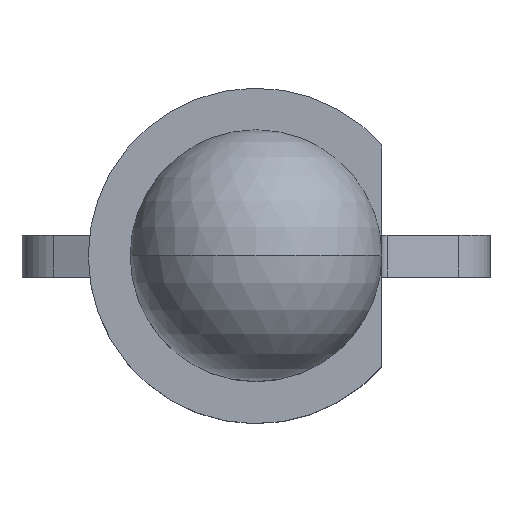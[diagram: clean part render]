
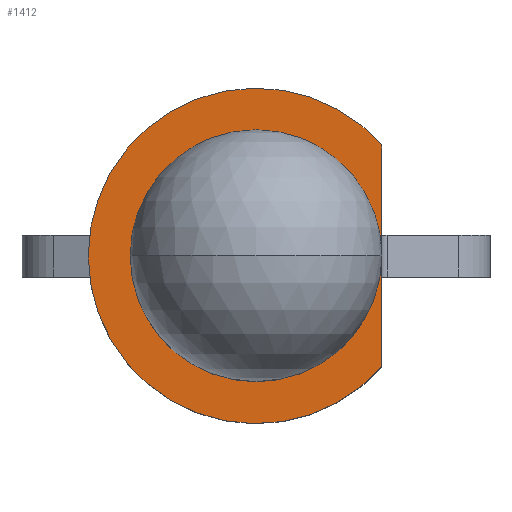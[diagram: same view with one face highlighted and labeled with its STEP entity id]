
A CAD part, top view. The second image highlights one B-rep face of the part: STEP entity #1412.
In plain terms, the highlighted planar face has unit normal (0, 0, 1).
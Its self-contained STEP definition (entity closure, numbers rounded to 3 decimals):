
#289 = PLANE ( 'NONE',  #1778 ) ;
#299 = CARTESIAN_POINT ( 'NONE',  ( 0., 0., 1. ) ) ;
#300 = DIRECTION ( 'NONE',  ( 0., 0., 1. ) ) ;
#301 = DIRECTION ( 'NONE',  ( 1., 0., 0. ) ) ;
#310 = DIRECTION ( 'NONE',  ( 0., -1., 0. ) ) ;
#311 = DIRECTION ( 'NONE',  ( 0., -1., 0. ) ) ;
#312 = CARTESIAN_POINT ( 'NONE',  ( 1.5, 1.85, 1. ) ) ;
#313 = CARTESIAN_POINT ( 'NONE',  ( 0., 0., 1. ) ) ;
#314 = DIRECTION ( 'NONE',  ( 0., 0., 1. ) ) ;
#315 = DIRECTION ( 'NONE',  ( 1., 0., 0. ) ) ;
#316 = CARTESIAN_POINT ( 'NONE',  ( 1.5, 1.85, 1. ) ) ;
#319 = CARTESIAN_POINT ( 'NONE',  ( 0., 0., 1. ) ) ;
#320 = DIRECTION ( 'NONE',  ( 0., 0., 1. ) ) ;
#321 = DIRECTION ( 'NONE',  ( 1., 0., 0. ) ) ;
#336 = CARTESIAN_POINT ( 'NONE',  ( 0., 0., 1. ) ) ;
#337 = DIRECTION ( 'NONE',  ( 0., 0., 1. ) ) ;
#338 = DIRECTION ( 'NONE',  ( 1., 0., 0. ) ) ;
#352 = CARTESIAN_POINT ( 'NONE',  ( 0., 0., 1. ) ) ;
#353 = DIRECTION ( 'NONE',  ( 0., 0., 1. ) ) ;
#354 = DIRECTION ( 'NONE',  ( 1., 0., 0. ) ) ;
#398 = CARTESIAN_POINT ( 'NONE',  ( -1.5, 0., 1. ) ) ;
#402 = CARTESIAN_POINT ( 'NONE',  ( 1.5, 1.323, 1. ) ) ;
#405 = CARTESIAN_POINT ( 'NONE',  ( -2., 0., 1. ) ) ;
#420 = CARTESIAN_POINT ( 'NONE',  ( 1.5, 0., 1. ) ) ;
#429 = CARTESIAN_POINT ( 'NONE',  ( 1.5, -1.323, 1. ) ) ;
#1412 = ADVANCED_FACE ( 'NONE', ( #1539 ), #289, .T. ) ;
#1539 = FACE_OUTER_BOUND ( 'NONE', #1668, .T. ) ;
#1544 = LINE ( 'NONE', #312, #1549 ) ;
#1546 = CIRCLE ( 'NONE', #1783, 2. ) ;
#1547 = CIRCLE ( 'NONE', #1782, 2. ) ;
#1549 = VECTOR ( 'NONE', #311, 1000. ) ;
#1550 = LINE ( 'NONE', #316, #1552 ) ;
#1552 = VECTOR ( 'NONE', #310, 1000. ) ;
#1559 = CIRCLE ( 'NONE', #1787, 1.5 ) ;
#1570 = CIRCLE ( 'NONE', #1789, 1.5 ) ;
#1668 = EDGE_LOOP ( 'NONE', ( #2038, #2056, #2053, #2055, #2057, #2058 ) ) ;
#1694 = EDGE_CURVE ( 'NONE', #1920, #1944, #1546, .T. ) ;
#1710 = EDGE_CURVE ( 'NONE', #1935, #1944, #1544, .T. ) ;
#1711 = EDGE_CURVE ( 'NONE', #1917, #1920, #1547, .T. ) ;
#1712 = EDGE_CURVE ( 'NONE', #1917, #1935, #1550, .T. ) ;
#1718 = EDGE_CURVE ( 'NONE', #1935, #1911, #1559, .T. ) ;
#1726 = EDGE_CURVE ( 'NONE', #1911, #1935, #1570, .T. ) ;
#1778 = AXIS2_PLACEMENT_3D ( 'NONE', #299, #300, #301 ) ;
#1782 = AXIS2_PLACEMENT_3D ( 'NONE', #319, #320, #321 ) ;
#1783 = AXIS2_PLACEMENT_3D ( 'NONE', #313, #314, #315 ) ;
#1787 = AXIS2_PLACEMENT_3D ( 'NONE', #336, #337, #338 ) ;
#1789 = AXIS2_PLACEMENT_3D ( 'NONE', #352, #353, #354 ) ;
#1911 = VERTEX_POINT ( 'NONE', #398 ) ;
#1917 = VERTEX_POINT ( 'NONE', #402 ) ;
#1920 = VERTEX_POINT ( 'NONE', #405 ) ;
#1935 = VERTEX_POINT ( 'NONE', #420 ) ;
#1944 = VERTEX_POINT ( 'NONE', #429 ) ;
#2038 = ORIENTED_EDGE ( 'NONE', *, *, #1712, .F. ) ;
#2053 = ORIENTED_EDGE ( 'NONE', *, *, #1694, .T. ) ;
#2055 = ORIENTED_EDGE ( 'NONE', *, *, #1710, .F. ) ;
#2056 = ORIENTED_EDGE ( 'NONE', *, *, #1711, .T. ) ;
#2057 = ORIENTED_EDGE ( 'NONE', *, *, #1726, .F. ) ;
#2058 = ORIENTED_EDGE ( 'NONE', *, *, #1718, .F. ) ;
